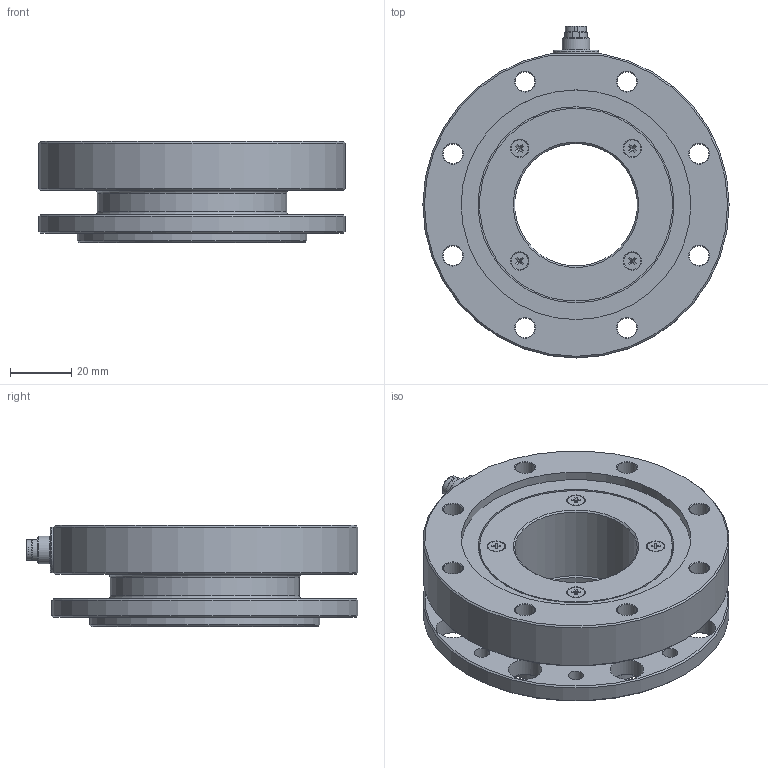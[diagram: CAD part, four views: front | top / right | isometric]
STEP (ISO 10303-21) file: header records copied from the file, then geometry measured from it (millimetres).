
FILE_DESCRIPTION( ( 'Unknown' ), '1' );
FILE_NAME( '2296-Z02_DOC-00086454.stp', 'Unknown', ( 'Unknown' ), ( 'Unknown' ), 'PSStep 17.0.49', 'Unknown', ' ' );
FILE_SCHEMA( ( 'AUTOMOTIVE_DESIGN { 1 0 10303 214 1 1 1 1 }' ) );
Length unit declared in the file: millimetre
Products named in the file (13): Assem1; 2296-046_DOC-00086458; 2296-047_DOC-00086461; 2296-045_DOC-00086455; Senkschraube DIN 965-M2,5x5-Z; Senkschraube DIN 965-M2,5x5-Z-oa0; Senkschraube DIN 965-M2,5x5-Z-oa1; Senkschraube DIN 965-M2,5x5-Z-oa2; senkschraube din 965-m3x6-h; senkschraube din 965-m3x6-h-oa3; senkschraube din 965-m3x6-h-oa4; senkschraube din 965-m3x6-h-oa5; 09-0423-00-07_1_1_1_1[15713]
Assembly tree (12 placements, depth 2):
  Assem1
    2296-046_DOC-00086458
    2296-047_DOC-00086461
    2296-045_DOC-00086455
    Senkschraube DIN 965-M2,5x5-Z
    Senkschraube DIN 965-M2,5x5-Z-oa0
    Senkschraube DIN 965-M2,5x5-Z-oa1
    Senkschraube DIN 965-M2,5x5-Z-oa2
    senkschraube din 965-m3x6-h
    senkschraube din 965-m3x6-h-oa3
    senkschraube din 965-m3x6-h-oa4
    senkschraube din 965-m3x6-h-oa5
    09-0423-00-07_1_1_1_1[15713]
Bounding box: 100 x 108.38 x 33 mm (x, y, z)
Volume: 124255.5 mm3; surface area: 59054.6 mm2
Topology: 12 solids, 12 shells, 473 faces, 1178 edges, 755 vertices
Faces by surface type: plane 192, cylinder 147, cone 110, torus 15, bspline 9
Full cylindrical faces by diameter (mm): 0.5 x7, 0.7 x7, 1 x7, 1.948 x4, 2.013 x4, 2.387 x4, 2.459 x4, 2.5 x4, 2.7 x4, 3 x4, 3.2 x4, 4 x1, 4.7 x4, 4.917 x8, 5.6 x4, 6.1 x1, 6.4 x8, 8.387 x1, 9 x1, 9.65 x1, 11 x8, 11.459 x2, 12 x1, 15 x1, 40 x2, 47 x2, 60 x1, 61.8 x1, 63 x1, 64 x1
Entity records: 16627 total; most frequent: CARTESIAN_POINT 2662, DIRECTION 2130, ORIENTED_EDGE 1660, AXIS2_PLACEMENT_3D 860, EDGE_CURVE 830, EDGE_LOOP 816, VERTEX_POINT 656, FACE_OUTER_BOUND 602
